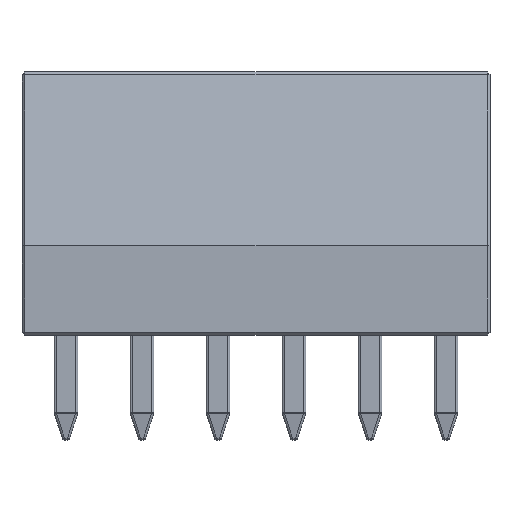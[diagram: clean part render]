
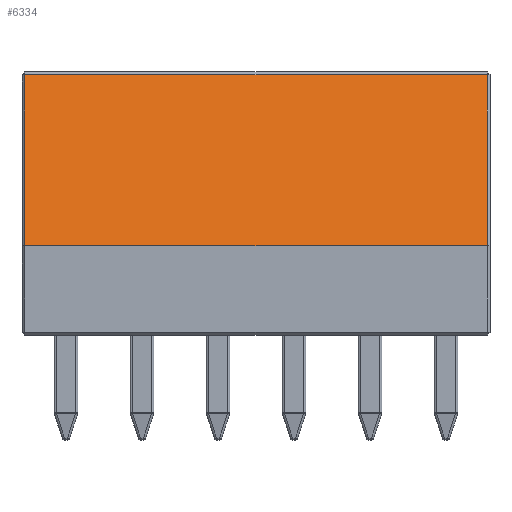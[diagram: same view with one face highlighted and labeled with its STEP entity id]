
A CAD part, left-side view. The second image highlights one B-rep face of the part: STEP entity #6334.
In plain terms, the highlighted planar face has unit normal (-0.966, 0, 0.258).
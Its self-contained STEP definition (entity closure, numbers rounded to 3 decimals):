
#432=PLANE('',#6899);
#680=FACE_OUTER_BOUND('',#1138,.T.);
#1138=EDGE_LOOP('',(#4989,#4990,#4991,#4992));
#1464=LINE('',#9728,#2058);
#1473=LINE('',#9745,#2067);
#1519=LINE('',#9843,#2113);
#1525=LINE('',#9853,#2119);
#2058=VECTOR('',#7594,10.);
#2067=VECTOR('',#7609,10.);
#2113=VECTOR('',#7703,10.);
#2119=VECTOR('',#7717,10.);
#2977=VERTEX_POINT('',#9721);
#2979=VERTEX_POINT('',#9727);
#2984=VERTEX_POINT('',#9741);
#3005=VERTEX_POINT('',#9815);
#3494=EDGE_CURVE('',#2979,#2977,#1464,.T.);
#3503=EDGE_CURVE('',#2977,#2984,#1473,.T.);
#3553=EDGE_CURVE('',#2984,#3005,#1519,.T.);
#3559=EDGE_CURVE('',#3005,#2979,#1525,.T.);
#4989=ORIENTED_EDGE('',*,*,#3494,.F.);
#4990=ORIENTED_EDGE('',*,*,#3559,.F.);
#4991=ORIENTED_EDGE('',*,*,#3553,.F.);
#4992=ORIENTED_EDGE('',*,*,#3503,.F.);
#6334=ADVANCED_FACE('',(#680),#432,.T.);
#6899=AXIS2_PLACEMENT_3D('',#10248,#8143,#8144);
#7594=DIRECTION('',(0.258,0.,0.966));
#7609=DIRECTION('',(0.,-1.,0.));
#7703=DIRECTION('',(-0.258,0.,-0.966));
#7717=DIRECTION('',(0.,1.,0.));
#8143=DIRECTION('center_axis',(-0.966,0.,0.258));
#8144=DIRECTION('ref_axis',(0.258,0.,0.966));
#9721=CARTESIAN_POINT('',(-1.177,7.72,8.703));
#9727=CARTESIAN_POINT('',(-2.7,7.72,3.));
#9728=CARTESIAN_POINT('',(-2.426,7.72,4.027));
#9741=CARTESIAN_POINT('',(-1.177,-7.72,8.703));
#9745=CARTESIAN_POINT('',(-1.177,0.,8.703));
#9815=CARTESIAN_POINT('',(-2.7,-7.72,3.));
#9843=CARTESIAN_POINT('',(-2.426,-7.72,4.027));
#9853=CARTESIAN_POINT('',(-2.7,0.,3.));
#10248=CARTESIAN_POINT('Origin',(-2.7,0.,3.));
